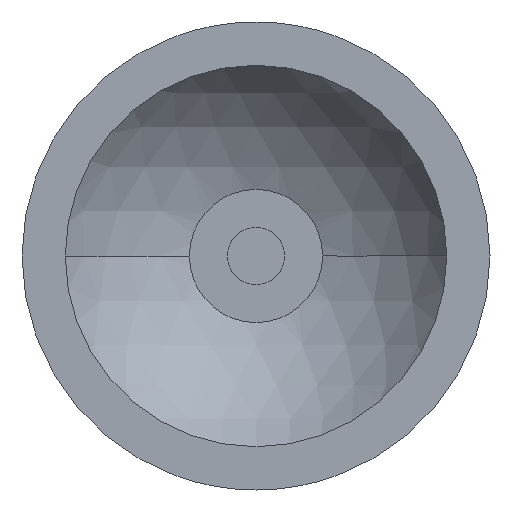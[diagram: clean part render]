
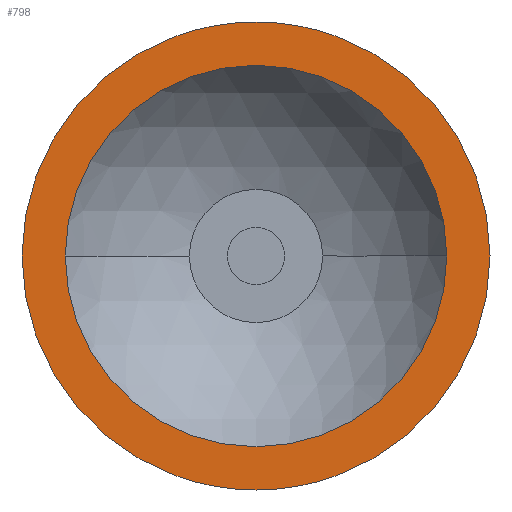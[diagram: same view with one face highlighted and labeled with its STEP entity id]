
A CAD part, front view. The second image highlights one B-rep face of the part: STEP entity #798.
In plain terms, the highlighted planar face has unit normal (0, -1, 0).
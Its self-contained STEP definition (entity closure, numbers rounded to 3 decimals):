
#22 = EDGE_CURVE ( 'NONE', #512, #871, #128, .T. ) ;
#78 = AXIS2_PLACEMENT_3D ( 'NONE', #245, #445, #235 ) ;
#82 = DIRECTION ( 'NONE',  ( 0., -1., 0. ) ) ;
#91 = ORIENTED_EDGE ( 'NONE', *, *, #534, .F. ) ;
#128 = CIRCLE ( 'NONE', #283, 10.025 ) ;
#131 = DIRECTION ( 'NONE',  ( 0., 0., -1. ) ) ;
#163 = FACE_BOUND ( 'NONE', #860, .T. ) ;
#196 = DIRECTION ( 'NONE',  ( 0., -1., 0. ) ) ;
#225 = CIRCLE ( 'NONE', #319, 12.3 ) ;
#229 = ORIENTED_EDGE ( 'NONE', *, *, #473, .F. ) ;
#235 = DIRECTION ( 'NONE',  ( 0., 0., -1. ) ) ;
#245 = CARTESIAN_POINT ( 'NONE',  ( 0., 0., 0. ) ) ;
#283 = AXIS2_PLACEMENT_3D ( 'NONE', #764, #82, #367 ) ;
#309 = PLANE ( 'NONE',  #78 ) ;
#319 = AXIS2_PLACEMENT_3D ( 'NONE', #620, #416, #351 ) ;
#351 = DIRECTION ( 'NONE',  ( 0., 0., 1. ) ) ;
#367 = DIRECTION ( 'NONE',  ( 0., 0., -1. ) ) ;
#381 = ORIENTED_EDGE ( 'NONE', *, *, #672, .F. ) ;
#416 = DIRECTION ( 'NONE',  ( 0., 1., 0. ) ) ;
#445 = DIRECTION ( 'NONE',  ( 0., -1., 0. ) ) ;
#473 = EDGE_CURVE ( 'NONE', #833, #747, #770, .T. ) ;
#496 = CARTESIAN_POINT ( 'NONE',  ( -12.3, 0., 0. ) ) ;
#512 = VERTEX_POINT ( 'NONE', #817 ) ;
#522 = FACE_OUTER_BOUND ( 'NONE', #594, .T. ) ;
#534 = EDGE_CURVE ( 'NONE', #747, #833, #225, .T. ) ;
#552 = CIRCLE ( 'NONE', #743, 10.025 ) ;
#594 = EDGE_LOOP ( 'NONE', ( #229, #91 ) ) ;
#605 = CARTESIAN_POINT ( 'NONE',  ( 0., 0., 0. ) ) ;
#609 = CARTESIAN_POINT ( 'NONE',  ( 12.3, 0., 0. ) ) ;
#620 = CARTESIAN_POINT ( 'NONE',  ( 0., 0., 0. ) ) ;
#672 = EDGE_CURVE ( 'NONE', #871, #512, #552, .T. ) ;
#707 = CARTESIAN_POINT ( 'NONE',  ( 10.025, 0., 0. ) ) ;
#713 = ORIENTED_EDGE ( 'NONE', *, *, #22, .F. ) ;
#736 = CARTESIAN_POINT ( 'NONE',  ( 0., 0., 0. ) ) ;
#743 = AXIS2_PLACEMENT_3D ( 'NONE', #605, #196, #131 ) ;
#747 = VERTEX_POINT ( 'NONE', #609 ) ;
#764 = CARTESIAN_POINT ( 'NONE',  ( 0., 0., 0. ) ) ;
#770 = CIRCLE ( 'NONE', #866, 12.3 ) ;
#798 = ADVANCED_FACE ( 'NONE', ( #163, #522 ), #309, .T. ) ;
#805 = DIRECTION ( 'NONE',  ( 0., 1., 0. ) ) ;
#809 = DIRECTION ( 'NONE',  ( 0., 0., 1. ) ) ;
#817 = CARTESIAN_POINT ( 'NONE',  ( -10.025, 0., 0. ) ) ;
#833 = VERTEX_POINT ( 'NONE', #496 ) ;
#860 = EDGE_LOOP ( 'NONE', ( #713, #381 ) ) ;
#866 = AXIS2_PLACEMENT_3D ( 'NONE', #736, #805, #809 ) ;
#871 = VERTEX_POINT ( 'NONE', #707 ) ;
